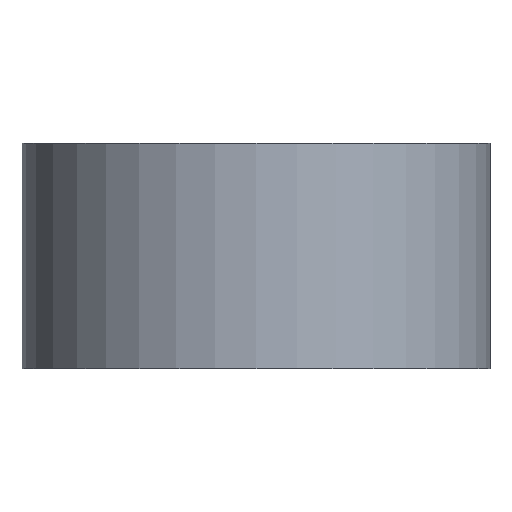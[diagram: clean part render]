
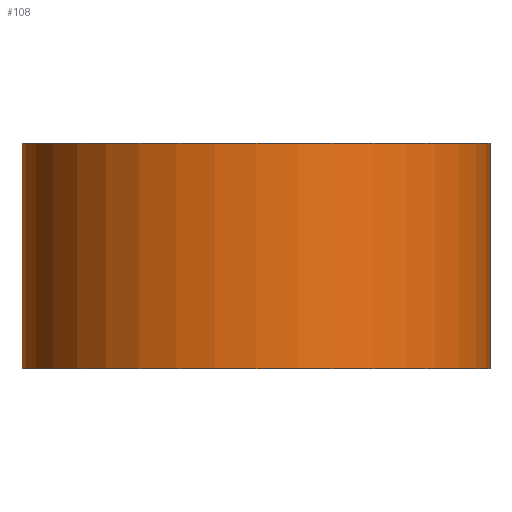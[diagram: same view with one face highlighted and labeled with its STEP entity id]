
A CAD part, front view. The second image highlights one B-rep face of the part: STEP entity #108.
In plain terms, the highlighted cylindrical face has radius 27 mm (diameter 54 mm), a partial arc.
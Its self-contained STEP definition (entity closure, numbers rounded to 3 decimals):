
#52=CARTESIAN_POINT('Axis2P3D Location',(0.,0.,0.)) ;
#57=CARTESIAN_POINT('Line Origine',(27.,0.,0.)) ;
#61=CARTESIAN_POINT('Vertex',(27.,0.,-13.)) ;
#63=CARTESIAN_POINT('Vertex',(27.,0.,13.)) ;
#70=CARTESIAN_POINT('Vertex',(-27.,0.,-13.)) ;
#73=CARTESIAN_POINT('Line Origine',(-27.,0.,0.)) ;
#77=CARTESIAN_POINT('Vertex',(-27.,0.,13.)) ;
#92=CARTESIAN_POINT('Axis2P3D Location',(0.,0.,-13.)) ;
#97=CARTESIAN_POINT('Axis2P3D Location',(0.,0.,13.)) ;
#53=DIRECTION('Axis2P3D Direction',(0.,0.,1.)) ;
#54=DIRECTION('Axis2P3D XDirection',(1.,0.,0.)) ;
#58=DIRECTION('Vector Direction',(0.,0.,1.)) ;
#74=DIRECTION('Vector Direction',(0.,0.,1.)) ;
#93=DIRECTION('Axis2P3D Direction',(0.,0.,1.)) ;
#98=DIRECTION('Axis2P3D Direction',(0.,0.,1.)) ;
#55=AXIS2_PLACEMENT_3D('Cylinder Axis2P3D',#52,#53,#54) ;
#94=AXIS2_PLACEMENT_3D('Circle Axis2P3D',#92,#93,$) ;
#99=AXIS2_PLACEMENT_3D('Circle Axis2P3D',#97,#98,$) ;
#103=ORIENTED_EDGE('',*,*,#79,.F.) ;
#104=ORIENTED_EDGE('',*,*,#96,.T.) ;
#105=ORIENTED_EDGE('',*,*,#65,.T.) ;
#106=ORIENTED_EDGE('',*,*,#101,.F.) ;
#59=VECTOR('Line Direction',#58,1.) ;
#75=VECTOR('Line Direction',#74,1.) ;
#108=ADVANCED_FACE('Corps principal',(#107),#56,.T.) ;
#95=CIRCLE('generated circle',#94,27.) ;
#100=CIRCLE('generated circle',#99,27.) ;
#56=CYLINDRICAL_SURFACE('generated cylinder',#55,27.) ;
#65=EDGE_CURVE('',#62,#64,#60,.T.) ;
#79=EDGE_CURVE('',#71,#78,#76,.T.) ;
#96=EDGE_CURVE('',#71,#62,#95,.T.) ;
#101=EDGE_CURVE('',#78,#64,#100,.T.) ;
#102=EDGE_LOOP('',(#103,#104,#105,#106)) ;
#107=FACE_OUTER_BOUND('',#102,.T.) ;
#60=LINE('Line',#57,#59) ;
#76=LINE('Line',#73,#75) ;
#62=VERTEX_POINT('',#61) ;
#64=VERTEX_POINT('',#63) ;
#71=VERTEX_POINT('',#70) ;
#78=VERTEX_POINT('',#77) ;
